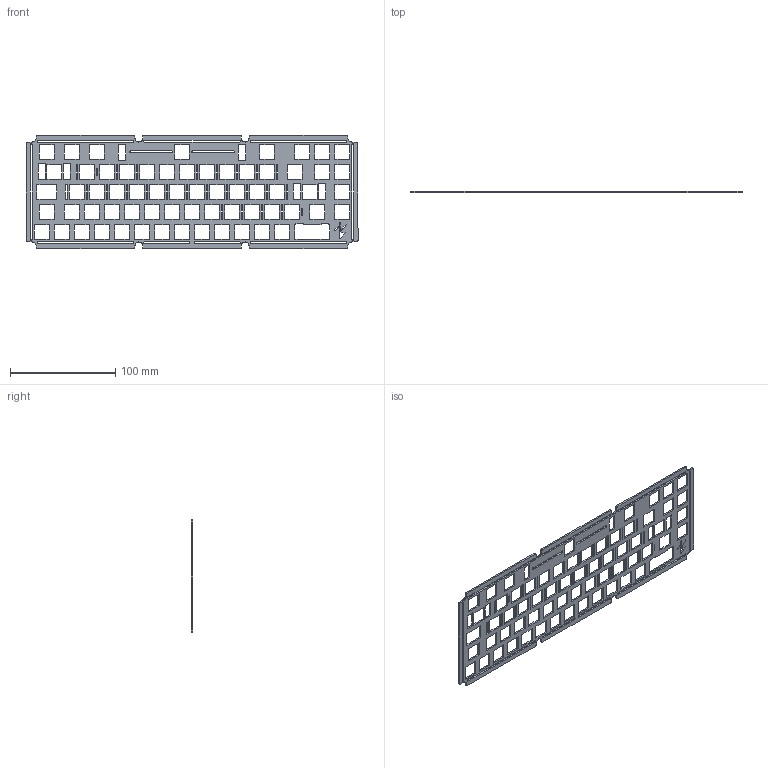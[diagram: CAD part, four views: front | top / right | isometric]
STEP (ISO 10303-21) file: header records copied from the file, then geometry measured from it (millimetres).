
FILE_DESCRIPTION (( 'STEP AP214' ), '1' );
FILE_NAME ('Plate Tsangan.STEP', '2022-06-08T23:00:06', ( '' ), ( '' ), 'SwSTEP 2.0', 'SolidWorks 2018', '' );
FILE_SCHEMA (( 'AUTOMOTIVE_DESIGN' ));
Length unit declared in the file: millimetre
Products named in the file (1): Plate Tsangan
Bounding box: 315.75 x 1.5 x 107.7 mm (x, y, z)
Volume: 26792.3 mm3; surface area: 46667.7 mm2
Topology: 1 solids, 1 shells, 535 faces, 1599 edges, 1066 vertices
Faces by surface type: plane 467, cylinder 68
Entity records: 18219 total; most frequent: CARTESIAN_POINT 3201, ORIENTED_EDGE 3198, DIRECTION 2807, EDGE_CURVE 1599, VECTOR 1463, LINE 1463, VERTEX_POINT 1066, EDGE_LOOP 753
